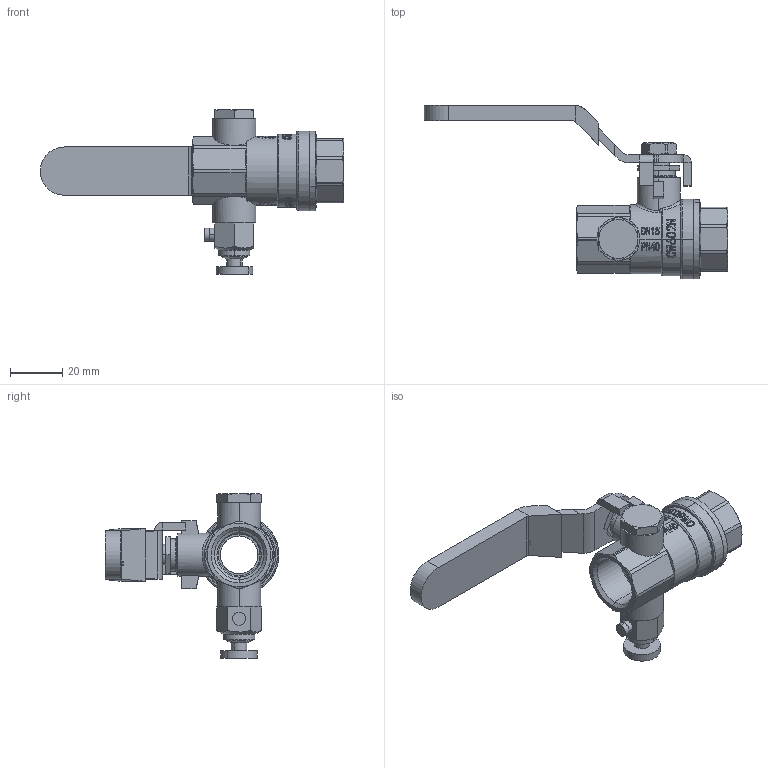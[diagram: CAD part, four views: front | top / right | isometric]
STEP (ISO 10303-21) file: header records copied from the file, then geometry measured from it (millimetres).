
FILE_DESCRIPTION (( 'STEP AP214' ), '1' );
FILE_NAME ('带排水球阀0.5.STEP', '2023-03-07T01:43:56', ( '' ), ( '' ), 'SwSTEP 2.0', 'SolidWorks 2016', '' );
FILE_SCHEMA (( 'AUTOMOTIVE_DESIGN' ));
Length unit declared in the file: millimetre
Products named in the file (18): 黑簽; O遠14x1.5; ѹñ; 菜え; 沓蹋; 拸羞俋蹟恇概裝3031203100001; 实心球; 概釱; ñ; 极; 带排水球阀0.5; 沺す啣忒梟; 齬ァ种赽; 鞠褒蹟譫; 种赽; 齬ァ郲掛极; O遠8x1.9; 幗豪佪裝
Assembly tree (19 placements, depth 2):
  带排水球阀0.5
    极
    ñ
    概釱  x2
    实心球
    拸羞俋蹟恇概裝3031203100001
    沓蹋
    菜え
    ѹñ
    O遠14x1.5  x2
    黑簽
    幗豪佪裝
    O遠8x1.9
    齬ァ郲掛极
    种赽
    鞠褒蹟譫
    齬ァ种赽
    沺す啣忒梟
Bounding box: 116.51 x 66.66 x 63.21 mm (x, y, z)
Volume: 37231.4 mm3; surface area: 34712.8 mm2
Topology: 22 solids, 22 shells, 1282 faces, 3270 edges, 2119 vertices
Faces by surface type: plane 589, bspline 318, cylinder 229, cone 111, torus 33, sphere 2
Entity records: 58545 total; most frequent: CARTESIAN_POINT 28771, ORIENTED_EDGE 6456, DIRECTION 4770, EDGE_CURVE 3228, VERTEX_POINT 2095, AXIS2_PLACEMENT_3D 1656, VECTOR 1458, LINE 1458
